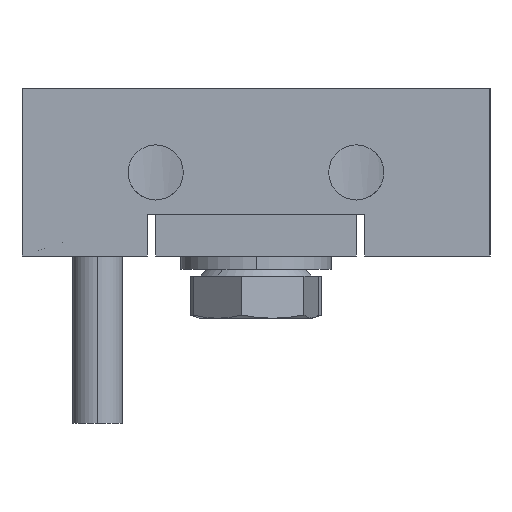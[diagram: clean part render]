
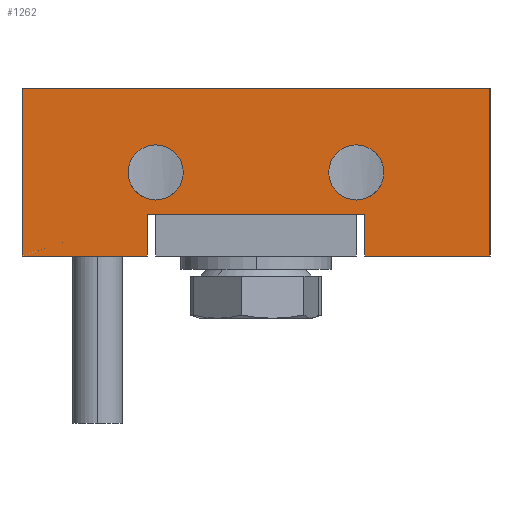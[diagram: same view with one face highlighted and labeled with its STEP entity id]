
A CAD part, left-side view. The second image highlights one B-rep face of the part: STEP entity #1262.
In plain terms, the highlighted planar face has unit normal (-1, 0, 0).
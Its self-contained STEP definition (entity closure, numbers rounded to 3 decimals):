
#9 = LINE ( 'NONE', #1675, #1572 ) ;
#48 = LINE ( 'NONE', #1220, #1618 ) ;
#61 = AXIS2_PLACEMENT_3D ( 'NONE', #2120, #869, #2341 ) ;
#70 = FACE_BOUND ( 'NONE', #1946, .T. ) ;
#74 = ORIENTED_EDGE ( 'NONE', *, *, #1940, .T. ) ;
#133 = ORIENTED_EDGE ( 'NONE', *, *, #2471, .F. ) ;
#140 = VECTOR ( 'NONE', #1087, 1000. ) ;
#163 = LINE ( 'NONE', #1776, #2304 ) ;
#167 = CARTESIAN_POINT ( 'NONE',  ( -50.05, -9.798, 102. ) ) ;
#226 = CARTESIAN_POINT ( 'NONE',  ( -50.05, -2.298, 102. ) ) ;
#245 = VERTEX_POINT ( 'NONE', #325 ) ;
#253 = EDGE_CURVE ( 'NONE', #1349, #835, #1812, .T. ) ;
#271 = AXIS2_PLACEMENT_3D ( 'NONE', #367, #470, #2231 ) ;
#320 = VERTEX_POINT ( 'NONE', #685 ) ;
#325 = CARTESIAN_POINT ( 'NONE',  ( -50.05, 10.702, 92. ) ) ;
#334 = EDGE_CURVE ( 'NONE', #320, #1138, #48, .T. ) ;
#353 = DIRECTION ( 'NONE',  ( 0., 0., -1. ) ) ;
#357 = VERTEX_POINT ( 'NONE', #1263 ) ;
#367 = CARTESIAN_POINT ( 'NONE',  ( -50.05, 10.202, 97. ) ) ;
#383 = VERTEX_POINT ( 'NONE', #1684 ) ;
#470 = DIRECTION ( 'NONE',  ( -1., 0., 0. ) ) ;
#484 = CARTESIAN_POINT ( 'NONE',  ( -50.05, -9.798, 102. ) ) ;
#493 = DIRECTION ( 'NONE',  ( 0., 0., -1. ) ) ;
#547 = ORIENTED_EDGE ( 'NONE', *, *, #334, .F. ) ;
#614 = CIRCLE ( 'NONE', #1721, 1.65 ) ;
#617 = ORIENTED_EDGE ( 'NONE', *, *, #2059, .T. ) ;
#641 = VECTOR ( 'NONE', #2457, 1000. ) ;
#646 = VERTEX_POINT ( 'NONE', #1251 ) ;
#665 = VERTEX_POINT ( 'NONE', #2123 ) ;
#676 = ORIENTED_EDGE ( 'NONE', *, *, #253, .F. ) ;
#685 = CARTESIAN_POINT ( 'NONE',  ( -50.05, 18.202, 102. ) ) ;
#745 = DIRECTION ( 'NONE',  ( 0., 0., 1. ) ) ;
#758 = CARTESIAN_POINT ( 'NONE',  ( -50.05, 18.202, 94.5 ) ) ;
#791 = AXIS2_PLACEMENT_3D ( 'NONE', #2297, #1039, #2538 ) ;
#834 = ORIENTED_EDGE ( 'NONE', *, *, #2571, .F. ) ;
#835 = VERTEX_POINT ( 'NONE', #848 ) ;
#848 = CARTESIAN_POINT ( 'NONE',  ( -50.05, 10.202, 95.35 ) ) ;
#869 = DIRECTION ( 'NONE',  ( -1., 0., 0. ) ) ;
#905 = VECTOR ( 'NONE', #2230, 1000. ) ;
#906 = VERTEX_POINT ( 'NONE', #1492 ) ;
#1036 = CARTESIAN_POINT ( 'NONE',  ( -50.05, -2.298, 92. ) ) ;
#1039 = DIRECTION ( 'NONE',  ( -1., 0., 0. ) ) ;
#1040 = CARTESIAN_POINT ( 'NONE',  ( -50.05, 18.202, 102. ) ) ;
#1058 = DIRECTION ( 'NONE',  ( 0., -1., 0. ) ) ;
#1087 = DIRECTION ( 'NONE',  ( 0., 0., -1. ) ) ;
#1098 = ORIENTED_EDGE ( 'NONE', *, *, #1428, .F. ) ;
#1104 = VERTEX_POINT ( 'NONE', #1036 ) ;
#1138 = VERTEX_POINT ( 'NONE', #167 ) ;
#1150 = FACE_BOUND ( 'NONE', #2078, .T. ) ;
#1155 = ORIENTED_EDGE ( 'NONE', *, *, #1302, .T. ) ;
#1168 = CARTESIAN_POINT ( 'NONE',  ( -50.05, -2.298, 94.5 ) ) ;
#1192 = PLANE ( 'NONE',  #2152 ) ;
#1219 = CARTESIAN_POINT ( 'NONE',  ( -50.05, -1.798, 97. ) ) ;
#1220 = CARTESIAN_POINT ( 'NONE',  ( -50.05, 18.202, 102. ) ) ;
#1227 = DIRECTION ( 'NONE',  ( -1., 0., 0. ) ) ;
#1232 = DIRECTION ( 'NONE',  ( 0., 0., 1. ) ) ;
#1239 = DIRECTION ( 'NONE',  ( 1., 0., 0. ) ) ;
#1241 = DIRECTION ( 'NONE',  ( 0., -1., 0. ) ) ;
#1249 = DIRECTION ( 'NONE',  ( 0., 0., -1. ) ) ;
#1251 = CARTESIAN_POINT ( 'NONE',  ( -50.05, -1.798, 98.65 ) ) ;
#1256 = EDGE_CURVE ( 'NONE', #357, #646, #614, .T. ) ;
#1262 = ADVANCED_FACE ( 'NONE', ( #70, #1150, #2280 ), #1192, .F. ) ;
#1263 = CARTESIAN_POINT ( 'NONE',  ( -50.05, -1.798, 95.35 ) ) ;
#1300 = CIRCLE ( 'NONE', #61, 1.65 ) ;
#1302 = EDGE_CURVE ( 'NONE', #665, #245, #9, .T. ) ;
#1349 = VERTEX_POINT ( 'NONE', #2042 ) ;
#1382 = LINE ( 'NONE', #2438, #641 ) ;
#1428 = EDGE_CURVE ( 'NONE', #1138, #383, #2465, .T. ) ;
#1492 = CARTESIAN_POINT ( 'NONE',  ( -50.05, 10.702, 94.5 ) ) ;
#1551 = CIRCLE ( 'NONE', #791, 1.65 ) ;
#1568 = VECTOR ( 'NONE', #353, 1000. ) ;
#1572 = VECTOR ( 'NONE', #1058, 1000. ) ;
#1576 = ORIENTED_EDGE ( 'NONE', *, *, #2496, .T. ) ;
#1618 = VECTOR ( 'NONE', #1241, 1000. ) ;
#1643 = LINE ( 'NONE', #226, #1568 ) ;
#1648 = ORIENTED_EDGE ( 'NONE', *, *, #2090, .T. ) ;
#1675 = CARTESIAN_POINT ( 'NONE',  ( -50.05, 18.202, 92. ) ) ;
#1684 = CARTESIAN_POINT ( 'NONE',  ( -50.05, -9.798, 92. ) ) ;
#1714 = ORIENTED_EDGE ( 'NONE', *, *, #1256, .F. ) ;
#1721 = AXIS2_PLACEMENT_3D ( 'NONE', #1219, #1227, #1232 ) ;
#1746 = EDGE_LOOP ( 'NONE', ( #1155, #617, #834, #74, #1648, #1098, #547, #1576 ) ) ;
#1776 = CARTESIAN_POINT ( 'NONE',  ( -50.05, 10.702, 102. ) ) ;
#1779 = LINE ( 'NONE', #2352, #140 ) ;
#1812 = CIRCLE ( 'NONE', #271, 1.65 ) ;
#1940 = EDGE_CURVE ( 'NONE', #2039, #1104, #1643, .T. ) ;
#1946 = EDGE_LOOP ( 'NONE', ( #676, #133 ) ) ;
#2039 = VERTEX_POINT ( 'NONE', #1168 ) ;
#2042 = CARTESIAN_POINT ( 'NONE',  ( -50.05, 10.202, 98.65 ) ) ;
#2059 = EDGE_CURVE ( 'NONE', #245, #906, #163, .T. ) ;
#2078 = EDGE_LOOP ( 'NONE', ( #2283, #1714 ) ) ;
#2084 = LINE ( 'NONE', #758, #905 ) ;
#2090 = EDGE_CURVE ( 'NONE', #1104, #383, #1382, .T. ) ;
#2120 = CARTESIAN_POINT ( 'NONE',  ( -50.05, 10.202, 97. ) ) ;
#2123 = CARTESIAN_POINT ( 'NONE',  ( -50.05, 18.202, 92. ) ) ;
#2152 = AXIS2_PLACEMENT_3D ( 'NONE', #1040, #1239, #1249 ) ;
#2230 = DIRECTION ( 'NONE',  ( 0., 1., 0. ) ) ;
#2231 = DIRECTION ( 'NONE',  ( 0., 0., 1. ) ) ;
#2280 = FACE_OUTER_BOUND ( 'NONE', #1746, .T. ) ;
#2283 = ORIENTED_EDGE ( 'NONE', *, *, #2408, .F. ) ;
#2297 = CARTESIAN_POINT ( 'NONE',  ( -50.05, -1.798, 97. ) ) ;
#2304 = VECTOR ( 'NONE', #745, 1000. ) ;
#2341 = DIRECTION ( 'NONE',  ( 0., 0., 1. ) ) ;
#2352 = CARTESIAN_POINT ( 'NONE',  ( -50.05, 18.202, 102. ) ) ;
#2408 = EDGE_CURVE ( 'NONE', #646, #357, #1551, .T. ) ;
#2438 = CARTESIAN_POINT ( 'NONE',  ( -50.05, 18.202, 92. ) ) ;
#2457 = DIRECTION ( 'NONE',  ( 0., -1., 0. ) ) ;
#2465 = LINE ( 'NONE', #484, #2537 ) ;
#2471 = EDGE_CURVE ( 'NONE', #835, #1349, #1300, .T. ) ;
#2496 = EDGE_CURVE ( 'NONE', #320, #665, #1779, .T. ) ;
#2537 = VECTOR ( 'NONE', #493, 1000. ) ;
#2538 = DIRECTION ( 'NONE',  ( 0., 0., 1. ) ) ;
#2571 = EDGE_CURVE ( 'NONE', #2039, #906, #2084, .T. ) ;
